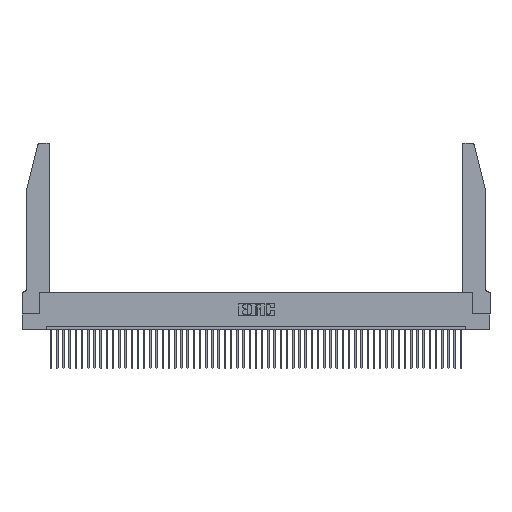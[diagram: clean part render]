
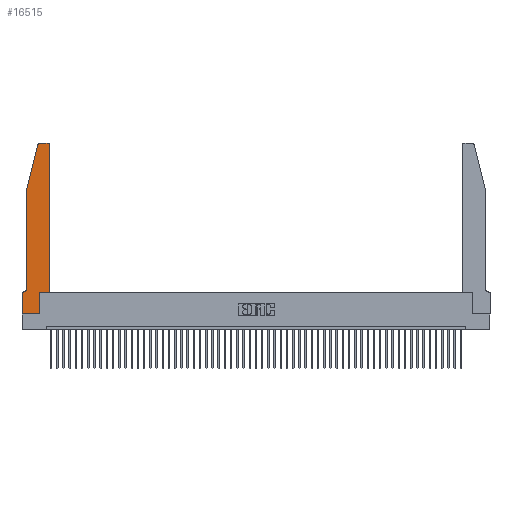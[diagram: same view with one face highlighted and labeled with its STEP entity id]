
A CAD part, top view. The second image highlights one B-rep face of the part: STEP entity #16515.
In plain terms, the highlighted planar face has unit normal (0, 0, 1).
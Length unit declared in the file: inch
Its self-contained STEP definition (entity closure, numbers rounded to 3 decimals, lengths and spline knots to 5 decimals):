
#1055 = DIRECTION ( 'NONE',  ( 1., 0., 0. ) ) ;
#1403 = PLANE ( 'NONE',  #49676 ) ;
#2219 = CARTESIAN_POINT ( 'NONE',  ( 0.0755, 2., 0.37 ) ) ;
#5198 = FACE_OUTER_BOUND ( 'NONE', #46429, .T. ) ;
#5843 = ORIENTED_EDGE ( 'NONE', *, *, #15295, .T. ) ;
#6174 = VECTOR ( 'NONE', #26354, 39.37008 ) ;
#6955 = DIRECTION ( 'NONE',  ( 0., 0., -1. ) ) ;
#7210 = DIRECTION ( 'NONE',  ( 0., -1., 0. ) ) ;
#7935 = VECTOR ( 'NONE', #7210, 39.37008 ) ;
#8207 = CIRCLE ( 'NONE', #28254, 0.03 ) ;
#8501 = EDGE_CURVE ( 'NONE', #44766, #22738, #30437, .T. ) ;
#9037 = EDGE_CURVE ( 'NONE', #42140, #15803, #47317, .T. ) ;
#9050 = DIRECTION ( 'NONE',  ( 1., 0., 0. ) ) ;
#9762 = CARTESIAN_POINT ( 'NONE',  ( 0., 0., 0.37 ) ) ;
#10330 = VERTEX_POINT ( 'NONE', #29569 ) ;
#11790 = LINE ( 'NONE', #2219, #39986 ) ;
#12240 = DIRECTION ( 'NONE',  ( -1., 0., 0. ) ) ;
#12454 = CARTESIAN_POINT ( 'NONE',  ( 0.2865, 0., 0.37 ) ) ;
#12565 = CARTESIAN_POINT ( 'NONE',  ( 0.284, 2.72, 0.37 ) ) ;
#12908 = DIRECTION ( 'NONE',  ( 0., 0., 1. ) ) ;
#12989 = DIRECTION ( 'NONE',  ( -1., 0., 0. ) ) ;
#13171 = EDGE_CURVE ( 'NONE', #10330, #19304, #26952, .T. ) ;
#14112 = DIRECTION ( 'NONE',  ( -0.239, -0.971, 0. ) ) ;
#14934 = LINE ( 'NONE', #26160, #6174 ) ;
#15295 = EDGE_CURVE ( 'NONE', #15803, #36128, #29152, .T. ) ;
#15725 = ORIENTED_EDGE ( 'NONE', *, *, #18986, .T. ) ;
#15803 = VERTEX_POINT ( 'NONE', #21409 ) ;
#16515 = ADVANCED_FACE ( 'NONE', ( #5198 ), #1403, .T. ) ;
#18986 = EDGE_CURVE ( 'NONE', #36128, #48300, #8207, .T. ) ;
#19070 = VECTOR ( 'NONE', #21889, 39.37008 ) ;
#19172 = ORIENTED_EDGE ( 'NONE', *, *, #8501, .T. ) ;
#19304 = VERTEX_POINT ( 'NONE', #9762 ) ;
#19577 = CARTESIAN_POINT ( 'NONE',  ( 0., 0., 0.37 ) ) ;
#19735 = DIRECTION ( 'NONE',  ( 0., -1., 0. ) ) ;
#19926 = CARTESIAN_POINT ( 'NONE',  ( 0.284, 2.75, 0.37 ) ) ;
#20084 = VECTOR ( 'NONE', #19735, 39.37008 ) ;
#20457 = CARTESIAN_POINT ( 'NONE',  ( 0.4205, 2.72, 0.37 ) ) ;
#21409 = CARTESIAN_POINT ( 'NONE',  ( 0.4205, 2.75, 0.37 ) ) ;
#21629 = EDGE_CURVE ( 'NONE', #19304, #23816, #27948, .T. ) ;
#21889 = DIRECTION ( 'NONE',  ( 1., 0., 0. ) ) ;
#21925 = DIRECTION ( 'NONE',  ( 1., 0., 0. ) ) ;
#22719 = AXIS2_PLACEMENT_3D ( 'NONE', #35291, #6955, #50897 ) ;
#22738 = VERTEX_POINT ( 'NONE', #47167 ) ;
#22799 = VERTEX_POINT ( 'NONE', #36913 ) ;
#23418 = EDGE_CURVE ( 'NONE', #22738, #22799, #33975, .T. ) ;
#23816 = VERTEX_POINT ( 'NONE', #12454 ) ;
#24839 = CARTESIAN_POINT ( 'NONE',  ( 0.0755, 0.35, 0.37 ) ) ;
#25116 = ORIENTED_EDGE ( 'NONE', *, *, #38395, .T. ) ;
#25676 = CARTESIAN_POINT ( 'NONE',  ( 0.4505, 0.35, 0.37 ) ) ;
#26160 = CARTESIAN_POINT ( 'NONE',  ( 0.2865, 0.35, 0.37 ) ) ;
#26354 = DIRECTION ( 'NONE',  ( 0., 1., 0. ) ) ;
#26952 = LINE ( 'NONE', #19577, #20084 ) ;
#27501 = ORIENTED_EDGE ( 'NONE', *, *, #13171, .T. ) ;
#27948 = LINE ( 'NONE', #29967, #28522 ) ;
#28254 = AXIS2_PLACEMENT_3D ( 'NONE', #12565, #12908, #9050 ) ;
#28443 = ORIENTED_EDGE ( 'NONE', *, *, #45810, .T. ) ;
#28501 = CARTESIAN_POINT ( 'NONE',  ( 0.4505, 0.35, 0.37 ) ) ;
#28522 = VECTOR ( 'NONE', #21925, 39.37008 ) ;
#29152 = LINE ( 'NONE', #48006, #37317 ) ;
#29180 = ORIENTED_EDGE ( 'NONE', *, *, #37912, .T. ) ;
#29472 = LINE ( 'NONE', #46796, #44546 ) ;
#29569 = CARTESIAN_POINT ( 'NONE',  ( 0., 0.35, 0.37 ) ) ;
#29585 = DIRECTION ( 'NONE',  ( 0., 0., 1. ) ) ;
#29967 = CARTESIAN_POINT ( 'NONE',  ( 0., 0., 0.37 ) ) ;
#30437 = LINE ( 'NONE', #45528, #7935 ) ;
#31909 = ORIENTED_EDGE ( 'NONE', *, *, #40294, .T. ) ;
#33975 = CIRCLE ( 'NONE', #22719, 0.07 ) ;
#34044 = CARTESIAN_POINT ( 'NONE',  ( 0.25487, 2.72718, 0.37 ) ) ;
#34344 = DIRECTION ( 'NONE',  ( 0., 1., 0. ) ) ;
#35077 = VERTEX_POINT ( 'NONE', #41305 ) ;
#35291 = CARTESIAN_POINT ( 'NONE',  ( 0.0055, 0.42, 0.37 ) ) ;
#36010 = ORIENTED_EDGE ( 'NONE', *, *, #23418, .T. ) ;
#36128 = VERTEX_POINT ( 'NONE', #19926 ) ;
#36913 = CARTESIAN_POINT ( 'NONE',  ( 0.0055, 0.35, 0.37 ) ) ;
#36977 = AXIS2_PLACEMENT_3D ( 'NONE', #20457, #46754, #50961 ) ;
#37317 = VECTOR ( 'NONE', #12240, 39.37008 ) ;
#37912 = EDGE_CURVE ( 'NONE', #23816, #35077, #14934, .T. ) ;
#38395 = EDGE_CURVE ( 'NONE', #48300, #44766, #11790, .T. ) ;
#39573 = EDGE_CURVE ( 'NONE', #22799, #10330, #40450, .T. ) ;
#39892 = CARTESIAN_POINT ( 'NONE',  ( 0.0755, 2., 0.37 ) ) ;
#39986 = VECTOR ( 'NONE', #14112, 39.37008 ) ;
#40294 = EDGE_CURVE ( 'NONE', #35077, #46086, #40982, .T. ) ;
#40450 = LINE ( 'NONE', #24839, #43616 ) ;
#40982 = LINE ( 'NONE', #25676, #19070 ) ;
#41305 = CARTESIAN_POINT ( 'NONE',  ( 0.2865, 0.35, 0.37 ) ) ;
#42140 = VERTEX_POINT ( 'NONE', #47285 ) ;
#43616 = VECTOR ( 'NONE', #12989, 39.37008 ) ;
#44394 = ORIENTED_EDGE ( 'NONE', *, *, #9037, .T. ) ;
#44546 = VECTOR ( 'NONE', #34344, 39.37008 ) ;
#44766 = VERTEX_POINT ( 'NONE', #39892 ) ;
#45528 = CARTESIAN_POINT ( 'NONE',  ( 0.0755, 2., 0.37 ) ) ;
#45810 = EDGE_CURVE ( 'NONE', #46086, #42140, #29472, .T. ) ;
#46086 = VERTEX_POINT ( 'NONE', #28501 ) ;
#46429 = EDGE_LOOP ( 'NONE', ( #5843, #15725, #25116, #19172, #36010, #48611, #27501, #51650, #29180, #31909, #28443, #44394 ) ) ;
#46754 = DIRECTION ( 'NONE',  ( 0., 0., 1. ) ) ;
#46796 = CARTESIAN_POINT ( 'NONE',  ( 0.4505, 0.35, 0.37 ) ) ;
#47167 = CARTESIAN_POINT ( 'NONE',  ( 0.0755, 0.42, 0.37 ) ) ;
#47285 = CARTESIAN_POINT ( 'NONE',  ( 0.4505, 2.72, 0.37 ) ) ;
#47317 = CIRCLE ( 'NONE', #36977, 0.03 ) ;
#48006 = CARTESIAN_POINT ( 'NONE',  ( 0.2605, 2.75, 0.37 ) ) ;
#48300 = VERTEX_POINT ( 'NONE', #34044 ) ;
#48611 = ORIENTED_EDGE ( 'NONE', *, *, #39573, .T. ) ;
#49051 = CARTESIAN_POINT ( 'NONE',  ( 0., 0.35, 0.37 ) ) ;
#49676 = AXIS2_PLACEMENT_3D ( 'NONE', #49051, #29585, #1055 ) ;
#50897 = DIRECTION ( 'NONE',  ( -1., 0., 0. ) ) ;
#50961 = DIRECTION ( 'NONE',  ( 1., 0., 0. ) ) ;
#51650 = ORIENTED_EDGE ( 'NONE', *, *, #21629, .T. ) ;
